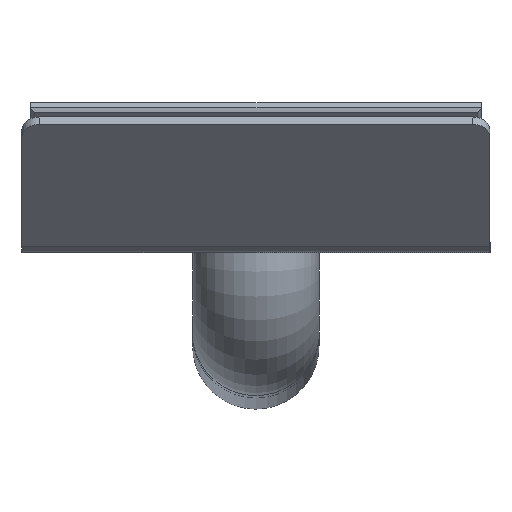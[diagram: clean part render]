
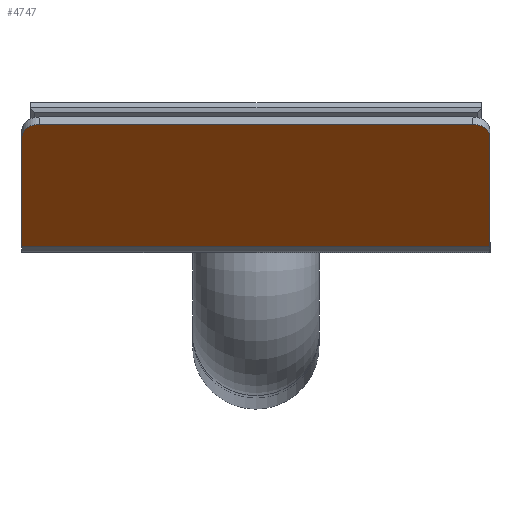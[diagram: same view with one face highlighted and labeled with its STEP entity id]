
A CAD part, left-side view. The second image highlights one B-rep face of the part: STEP entity #4747.
In plain terms, the highlighted planar face has unit normal (-0.707, 0, -0.707).
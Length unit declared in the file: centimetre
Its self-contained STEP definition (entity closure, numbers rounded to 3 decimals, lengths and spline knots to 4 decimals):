
#573=LINE('',#9426,#807);
#578=LINE('',#9444,#812);
#583=LINE('',#9458,#817);
#584=LINE('',#9459,#818);
#807=VECTOR('',#6771,10.);
#812=VECTOR('',#6790,10.);
#817=VECTOR('',#6801,10.);
#818=VECTOR('',#6802,10.);
#1246=FACE_OUTER_BOUND('',#1618,.T.);
#1618=EDGE_LOOP('',(#4184,#4185,#4186,#4187,#4188,#4189));
#1938=CIRCLE('',#5355,10.);
#1940=CIRCLE('',#5358,10.);
#2342=VERTEX_POINT('',#9422);
#2344=VERTEX_POINT('',#9425);
#2346=VERTEX_POINT('',#9431);
#2348=VERTEX_POINT('',#9437);
#2350=VERTEX_POINT('',#9443);
#2356=VERTEX_POINT('',#9457);
#2961=EDGE_CURVE('',#2342,#2344,#573,.T.);
#2964=EDGE_CURVE('',#2344,#2346,#1938,.T.);
#2967=EDGE_CURVE('',#2348,#2342,#1940,.T.);
#2970=EDGE_CURVE('',#2346,#2350,#578,.T.);
#2977=EDGE_CURVE('',#2356,#2348,#583,.T.);
#2978=EDGE_CURVE('',#2356,#2350,#584,.T.);
#4184=ORIENTED_EDGE('',*,*,#2977,.F.);
#4185=ORIENTED_EDGE('',*,*,#2978,.T.);
#4186=ORIENTED_EDGE('',*,*,#2970,.F.);
#4187=ORIENTED_EDGE('',*,*,#2964,.F.);
#4188=ORIENTED_EDGE('',*,*,#2961,.F.);
#4189=ORIENTED_EDGE('',*,*,#2967,.F.);
#4469=PLANE('',#5363);
#4747=ADVANCED_FACE('',(#1246),#4469,.F.);
#5355=AXIS2_PLACEMENT_3D('',#9432,#6776,#6777);
#5358=AXIS2_PLACEMENT_3D('',#9438,#6783,#6784);
#5363=AXIS2_PLACEMENT_3D('',#9456,#6799,#6800);
#6771=DIRECTION('',(0.,-1.,0.));
#6776=DIRECTION('center_axis',(0.707,0.,0.707));
#6777=DIRECTION('ref_axis',(-0.5,-0.707,0.5));
#6783=DIRECTION('center_axis',(0.707,0.,0.707));
#6784=DIRECTION('ref_axis',(-0.5,0.707,0.5));
#6790=DIRECTION('',(0.707,0.,-0.707));
#6799=DIRECTION('center_axis',(0.707,0.,0.707));
#6800=DIRECTION('ref_axis',(0.,1.,0.));
#6801=DIRECTION('',(-0.707,0.,0.707));
#6802=DIRECTION('',(0.,-1.,0.));
#9422=CARTESIAN_POINT('',(-27.0125,158.9722,135.2254));
#9425=CARTESIAN_POINT('',(-27.0125,-91.0278,135.2254));
#9426=CARTESIAN_POINT('',(-27.0125,168.9722,135.2254));
#9431=CARTESIAN_POINT('',(-19.9414,-101.0278,128.1543));
#9432=CARTESIAN_POINT('Origin',(-19.9414,-91.0278,128.1543));
#9437=CARTESIAN_POINT('',(-19.9414,168.9722,128.1543));
#9438=CARTESIAN_POINT('Origin',(-19.9414,158.9722,128.1543));
#9443=CARTESIAN_POINT('',(43.6982,-101.0278,64.5147));
#9444=CARTESIAN_POINT('',(48.3451,-101.0278,59.8678));
#9456=CARTESIAN_POINT('Origin',(15.616,33.9722,92.5969));
#9457=CARTESIAN_POINT('',(43.6982,168.9722,64.5147));
#9458=CARTESIAN_POINT('',(43.6982,168.9722,64.5147));
#9459=CARTESIAN_POINT('',(43.6982,33.9722,64.5147));
